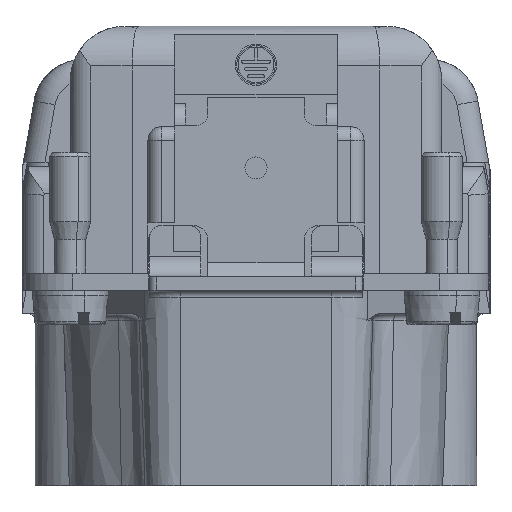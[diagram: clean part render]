
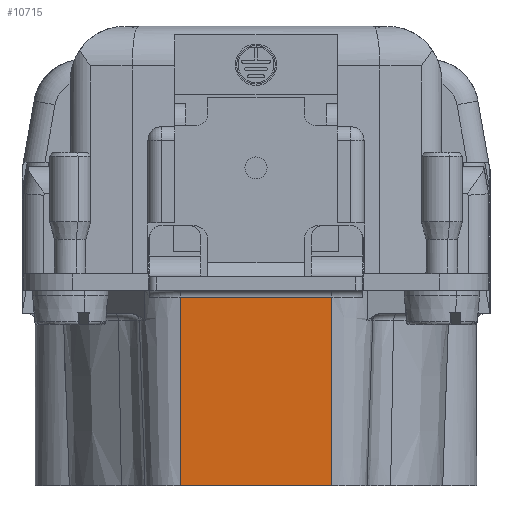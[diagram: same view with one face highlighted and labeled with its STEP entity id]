
A CAD part, left-side view. The second image highlights one B-rep face of the part: STEP entity #10715.
In plain terms, the highlighted planar face has unit normal (-0.999, 0, -0.035).
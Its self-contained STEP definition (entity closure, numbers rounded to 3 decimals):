
#10715=ADVANCED_FACE('',(#13403),#12405,.T.);
#12405=PLANE('',#38723);
#13403=FACE_OUTER_BOUND('',#15028,.T.);
#15028=EDGE_LOOP('',(#18884,#18885,#18886,#18887));
#18884=ORIENTED_EDGE('',*,*,#30657,.F.);
#18885=ORIENTED_EDGE('',*,*,#30658,.T.);
#18886=ORIENTED_EDGE('',*,*,#30651,.T.);
#18887=ORIENTED_EDGE('',*,*,#30641,.T.);
#27586=VERTEX_POINT('',#52683);
#27587=VERTEX_POINT('',#52685);
#27593=VERTEX_POINT('',#52705);
#27597=VERTEX_POINT('',#52719);
#30641=EDGE_CURVE('',#27587,#27586,#34501,.T.);
#30651=EDGE_CURVE('',#27593,#27587,#34507,.T.);
#30657=EDGE_CURVE('',#27597,#27586,#34509,.T.);
#30658=EDGE_CURVE('',#27597,#27593,#34510,.T.);
#34501=LINE('',#52684,#36604);
#34507=LINE('',#52704,#36610);
#34509=LINE('',#52718,#36612);
#34510=LINE('',#52720,#36613);
#36604=VECTOR('',#41842,1.);
#36610=VECTOR('',#41864,1.);
#36612=VECTOR('',#41874,1.);
#36613=VECTOR('',#41875,1.);
#38723=AXIS2_PLACEMENT_3D('',#52721,#41876,#41877);
#41842=DIRECTION('',(0.,-1.,0.));
#41864=DIRECTION('',(0.035,0.,-0.999));
#41874=DIRECTION('',(0.035,0.,-0.999));
#41875=DIRECTION('',(0.,1.,0.));
#41876=DIRECTION('',(-0.999,0.,-0.035));
#41877=DIRECTION('',(0.035,0.,-0.999));
#52683=CARTESIAN_POINT('',(-40.063,-5.5,0.));
#52684=CARTESIAN_POINT('',(-40.063,12.538,0.));
#52685=CARTESIAN_POINT('',(-40.063,5.5,0.));
#52704=CARTESIAN_POINT('',(-40.5,5.5,12.5));
#52705=CARTESIAN_POINT('',(-40.543,5.5,13.717));
#52718=CARTESIAN_POINT('',(-40.5,-5.5,12.5));
#52719=CARTESIAN_POINT('',(-40.543,-5.5,13.717));
#52720=CARTESIAN_POINT('',(-40.543,5.5,13.717));
#52721=CARTESIAN_POINT('',(-40.5,12.538,12.5));
